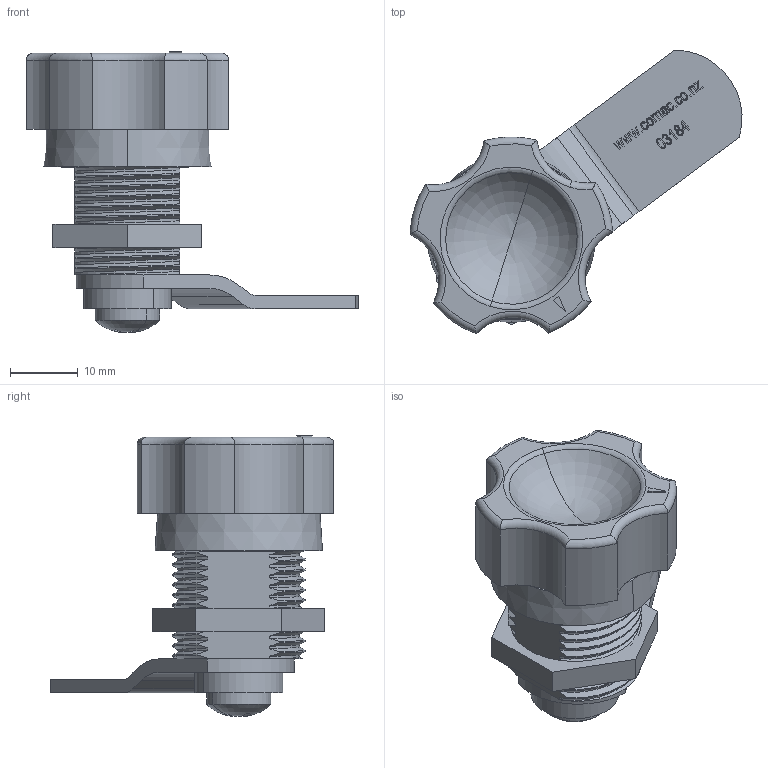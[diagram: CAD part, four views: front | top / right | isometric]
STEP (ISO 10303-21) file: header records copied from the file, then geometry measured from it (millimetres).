
FILE_DESCRIPTION (( 'STEP AP214' ), '1' );
FILE_NAME ('03184 Tolley Knob Chrome 30mm.STEP', '2018-08-20T22:26:22', ( '' ), ( '' ), 'SwSTEP 2.0', 'SolidWorks 2018', '' );
FILE_SCHEMA (( 'AUTOMOTIVE_DESIGN' ));
Length unit declared in the file: millimetre
Products named in the file (4): 3184 body; 03184 Tolley Knob Chrome 30mm; 3184 latch; 3184 knob
Assembly tree (3 placements, depth 2):
  03184 Tolley Knob Chrome 30mm
    3184 body
    3184 knob
    3184 latch
Bounding box: 49.06 x 41.96 x 41.5 mm (x, y, z)
Volume: 14738.8 mm3; surface area: 8148 mm2
Topology: 4 solids, 4 shells, 445 faces, 1196 edges, 791 vertices
Faces by surface type: plane 202, bspline 173, cylinder 51, torus 17, cone 2
Entity records: 46290 total; most frequent: CARTESIAN_POINT 36459, ORIENTED_EDGE 2388, DIRECTION 1368, EDGE_CURVE 1194, VERTEX_POINT 791, LINE 644, VECTOR 644, EDGE_LOOP 481
